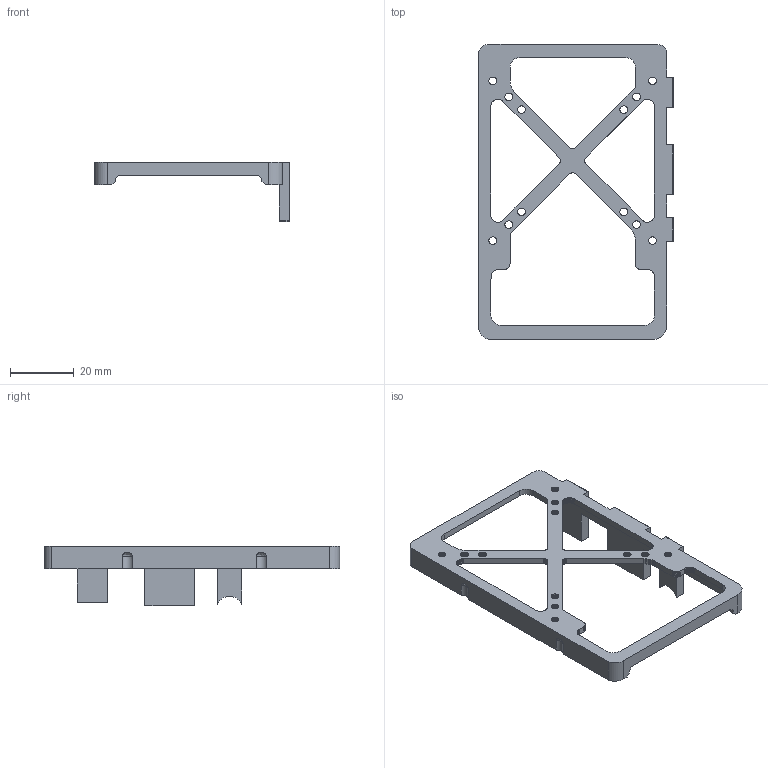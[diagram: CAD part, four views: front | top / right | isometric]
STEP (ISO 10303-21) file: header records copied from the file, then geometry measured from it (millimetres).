
FILE_DESCRIPTION(/* description */ (''),/* implementation_level */ '2;1');
FILE_NAME(/* name */ 'Top.step',/* time_stamp */ '2020-12-07T23:15:29+01:00',/* author */ (''),/* organization */ (''),/* preprocessor_version */ 'ST-DEVELOPER v18.1',/* originating_system */ 'Autodesk Translation Framework v9.3.0.1241',/* authorisation */ '');
FILE_SCHEMA (('AUTOMOTIVE_DESIGN { 1 0 10303 214 3 1 1 }'));
Length unit declared in the file: millimetre
Products named in the file (1): top
Bounding box: 60.9 x 92.4 x 18.6 mm (x, y, z)
Volume: 6712.7 mm3; surface area: 9120.2 mm2
Topology: 1 solids, 1 shells, 693 faces, 2082 edges, 1392 vertices
Faces by surface type: plane 668, cylinder 20, bspline 5
Entity records: 23694 total; most frequent: CARTESIAN_POINT 4851, ORIENTED_EDGE 4164, DIRECTION 3484, EDGE_CURVE 2082, LINE 2032, VECTOR 2032, VERTEX_POINT 1392, EDGE_LOOP 726
